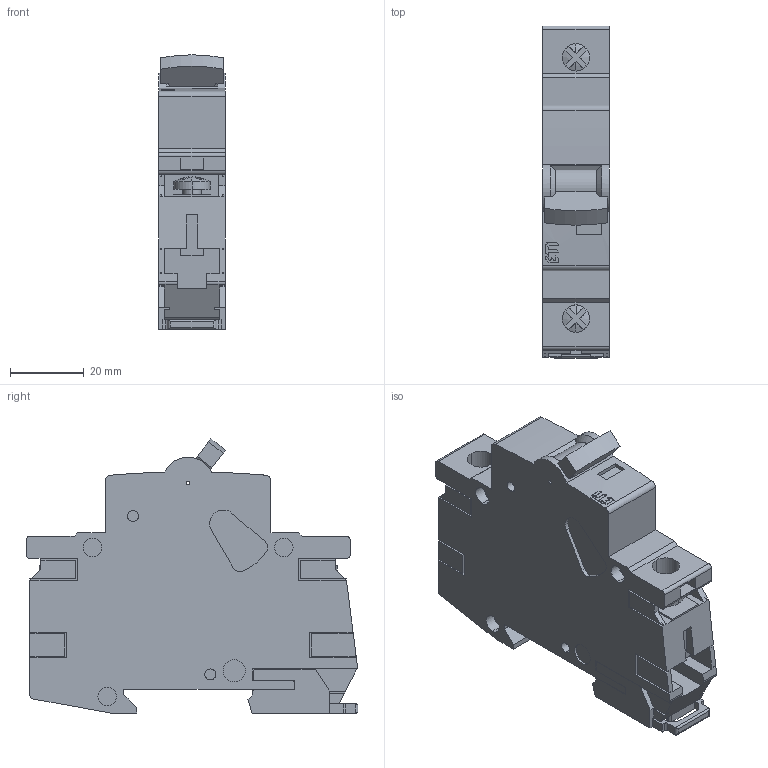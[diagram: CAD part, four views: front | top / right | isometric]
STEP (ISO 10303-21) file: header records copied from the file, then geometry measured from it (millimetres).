
FILE_DESCRIPTION((''),'2;1');
FILE_NAME('ASTI_MCB_ETIMAT_P10_1P___ASM','2017-09-13T',('nejc.strous'),('Audax d.o.o.'),'CREO PARAMETRIC BY PTC INC, 2015380','CREO PARAMETRIC BY PTC INC, 2015380','');
FILE_SCHEMA(('AUTOMOTIVE_DESIGN { 1 0 10303 214 1 1 1 1 }'));
Length unit declared in the file: millimetre
Products named in the file (7): GHOST; ETIMAT_11_1_2_3_4_AF0; DZWIGNIA_ETIMAT11_1_2_3_4; ZAPINKA_ETIMAT10_1_2_3_4; ASSEM1_1_2_3_4_AF0_ASM; ASM0007_AF0_ASM; ASTI_MCB_ETIMAT_P10_1P___ASM
Assembly tree (6 placements, depth 4):
  ASTI_MCB_ETIMAT_P10_1P___ASM
    GHOST
    ASM0007_AF0_ASM
      ASSEM1_1_2_3_4_AF0_ASM
        ETIMAT_11_1_2_3_4_AF0
        DZWIGNIA_ETIMAT11_1_2_3_4
        ZAPINKA_ETIMAT10_1_2_3_4
Bounding box: 18 x 90.09 x 74.47 mm (x, y, z)
Volume: 77797.8 mm3; surface area: 23062.2 mm2
Topology: 3 solids, 3 shells, 446 faces, 1251 edges, 835 vertices
Faces by surface type: plane 327, cylinder 113, bspline 4, cone 2
Entity records: 17909 total; most frequent: CARTESIAN_POINT 2964, ORIENTED_EDGE 2502, DIRECTION 2351, EDGE_CURVE 1251, VECTOR 947, LINE 947, VERTEX_POINT 835, AXIS2_PLACEMENT_3D 702
